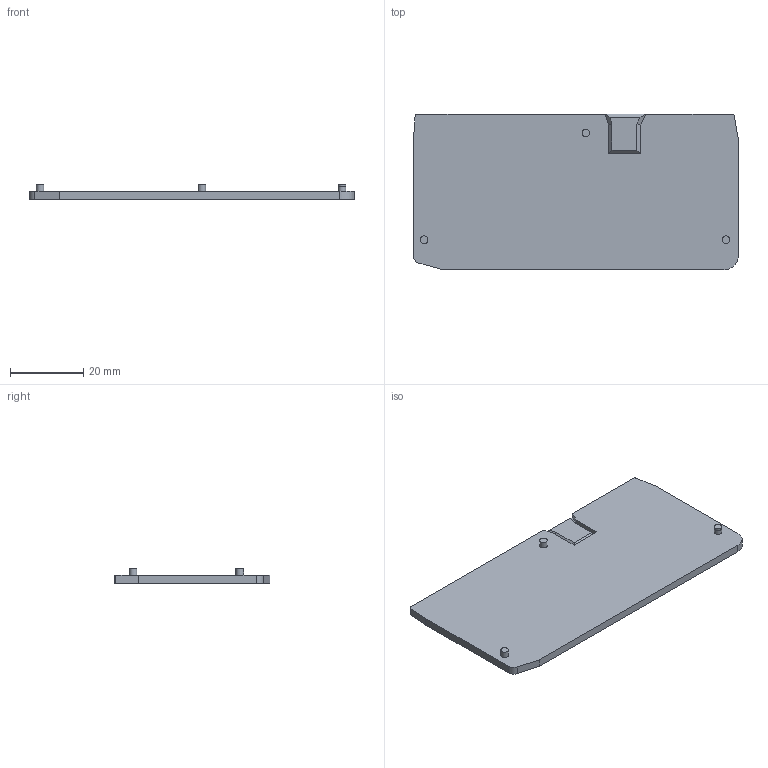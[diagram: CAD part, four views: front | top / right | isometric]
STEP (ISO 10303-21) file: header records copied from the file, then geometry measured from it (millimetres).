
FILE_DESCRIPTION( ( 'STEP AP214' ), '1' );
FILE_NAME( '¹s¥ó1.stp', '2022-12-30T09:15:24', ( ' ' ), ( ' ' ), 'XStep 1.0', ' ', ' ' );
FILE_SCHEMA( ( 'CONFIG_CONTROL_DESIGN) ( )' ) );
Length unit declared in the file: metre
Products named in the file (1): 1
Bounding box: 88.9 x 42.65 x 4 mm (x, y, z)
Volume: 8251.3 mm3; surface area: 8212 mm2
Topology: 1 solids, 1 shells, 47 faces, 114 edges, 72 vertices
Faces by surface type: plane 36, cylinder 10, torus 1
Full cylindrical faces by diameter (mm): 2.099 x2, 2.1 x2
Entity records: 1701 total; most frequent: CARTESIAN_POINT 225, DIRECTION 223, ORIENTED_EDGE 214, EDGE_CURVE 107, LINE 87, VECTOR 87, VERTEX_POINT 70, AXIS2_PLACEMENT_3D 68
